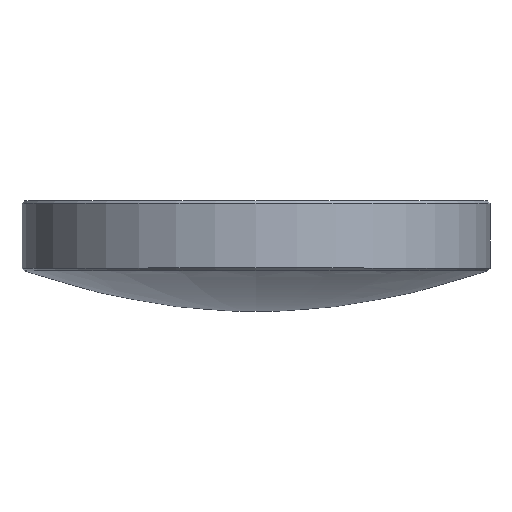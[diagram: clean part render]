
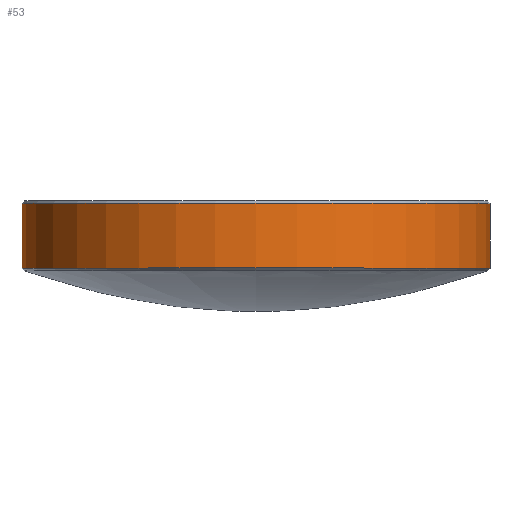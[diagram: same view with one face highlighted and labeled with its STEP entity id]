
A CAD part, top view. The second image highlights one B-rep face of the part: STEP entity #53.
In plain terms, the highlighted cylindrical face has radius 12.7 mm (diameter 25.4 mm), a partial arc.
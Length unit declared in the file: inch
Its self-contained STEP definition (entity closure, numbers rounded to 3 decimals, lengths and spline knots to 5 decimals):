
#1 = EDGE_CURVE ( 'NONE', #48, #56, #101, .T. ) ;
#5 = ORIENTED_EDGE ( 'NONE', *, *, #41, .F. ) ;
#6 = ORIENTED_EDGE ( 'NONE', *, *, #11, .F. ) ;
#11 = EDGE_CURVE ( 'NONE', #52, #40, #192, .T. ) ;
#40 = VERTEX_POINT ( 'NONE', #568 ) ;
#41 = EDGE_CURVE ( 'NONE', #40, #56, #566, .T. ) ;
#48 = VERTEX_POINT ( 'NONE', #577 ) ;
#49 = EDGE_LOOP ( 'NONE', ( #50, #54, #5, #6 ) ) ;
#50 = ORIENTED_EDGE ( 'NONE', *, *, #51, .T. ) ;
#51 = EDGE_CURVE ( 'NONE', #52, #48, #517, .T. ) ;
#52 = VERTEX_POINT ( 'NONE', #512 ) ;
#53 = ADVANCED_FACE ( 'NONE', ( #511 ), #590, .T. ) ;
#54 = ORIENTED_EDGE ( 'NONE', *, *, #1, .T. ) ;
#56 = VERTEX_POINT ( 'NONE', #486 ) ;
#98 = DIRECTION ( 'NONE',  ( 0., -1., 0. ) ) ;
#99 = VECTOR ( 'NONE', #98, 39.37008 ) ;
#100 = CARTESIAN_POINT ( 'NONE',  ( -0.5, -0.11811, 0. ) ) ;
#101 = LINE ( 'NONE', #100, #99 ) ;
#189 = DIRECTION ( 'NONE',  ( 0., -1., 0. ) ) ;
#190 = VECTOR ( 'NONE', #189, 39.37008 ) ;
#191 = CARTESIAN_POINT ( 'NONE',  ( 0.5, -0.11811, 0. ) ) ;
#192 = LINE ( 'NONE', #191, #190 ) ;
#458 = DIRECTION ( 'NONE',  ( 1., 0., 0. ) ) ;
#459 = DIRECTION ( 'NONE',  ( 0., -1., 0. ) ) ;
#486 = CARTESIAN_POINT ( 'NONE',  ( -0.5, -0.02598, 0. ) ) ;
#491 = DIRECTION ( 'NONE',  ( 1., 0., 0. ) ) ;
#492 = DIRECTION ( 'NONE',  ( 0., -1., 0. ) ) ;
#511 = FACE_OUTER_BOUND ( 'NONE', #49, .T. ) ;
#512 = CARTESIAN_POINT ( 'NONE',  ( 0.5, 0.11254, 0. ) ) ;
#513 = DIRECTION ( 'NONE',  ( 1., 0., 0. ) ) ;
#514 = DIRECTION ( 'NONE',  ( 0., -1., 0. ) ) ;
#515 = CARTESIAN_POINT ( 'NONE',  ( 0., 0.11254, 0. ) ) ;
#516 = AXIS2_PLACEMENT_3D ( 'NONE', #515, #514, #513 ) ;
#517 = CIRCLE ( 'NONE', #516, 0.5 ) ;
#564 = CARTESIAN_POINT ( 'NONE',  ( 0., -0.02598, 0. ) ) ;
#565 = AXIS2_PLACEMENT_3D ( 'NONE', #564, #459, #458 ) ;
#566 = CIRCLE ( 'NONE', #565, 0.5 ) ;
#568 = CARTESIAN_POINT ( 'NONE',  ( 0.5, -0.02598, 0. ) ) ;
#577 = CARTESIAN_POINT ( 'NONE',  ( -0.5, 0.11254, 0. ) ) ;
#588 = CARTESIAN_POINT ( 'NONE',  ( 0., -0.11811, 0. ) ) ;
#589 = AXIS2_PLACEMENT_3D ( 'NONE', #588, #492, #491 ) ;
#590 = CYLINDRICAL_SURFACE ( 'NONE', #589, 0.5 ) ;
